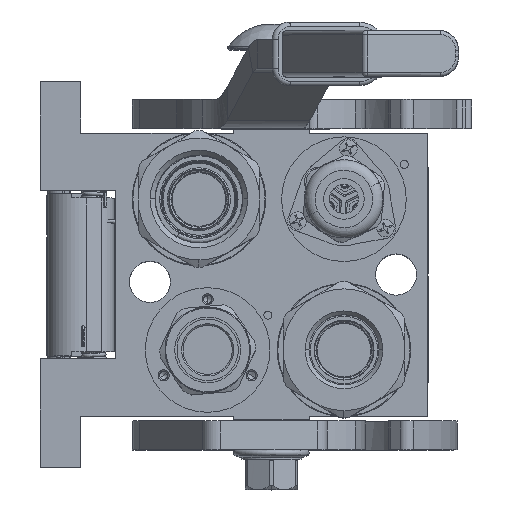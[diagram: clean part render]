
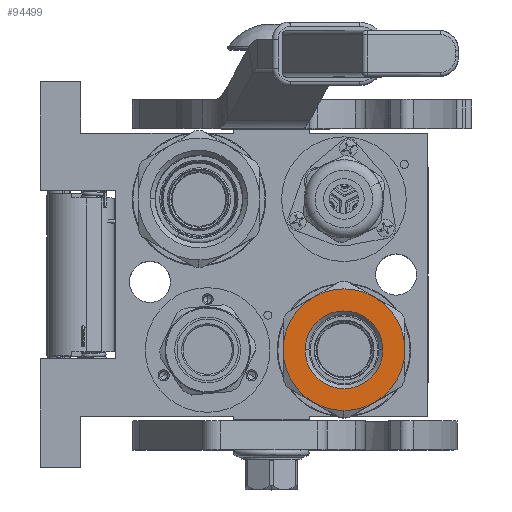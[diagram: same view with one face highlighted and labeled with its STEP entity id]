
A CAD part, top view. The second image highlights one B-rep face of the part: STEP entity #94499.
In plain terms, the highlighted face is planar.
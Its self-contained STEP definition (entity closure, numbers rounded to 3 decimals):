
#2579 = EDGE_CURVE ( 'NONE', #35237, #194093, #27756, .T. ) ;
#4402 = CARTESIAN_POINT ( 'NONE',  ( 100.6, -13.4, 0. ) ) ;
#8226 = DIRECTION ( 'NONE',  ( -1., 0., 0. ) ) ;
#10599 = EDGE_LOOP ( 'NONE', ( #117006, #165319 ) ) ;
#14662 = VERTEX_POINT ( 'NONE', #75241 ) ;
#17121 = DIRECTION ( 'NONE',  ( 0., 0.5, 0.866 ) ) ;
#17227 = AXIS2_PLACEMENT_3D ( 'NONE', #43975, #179635, #178985 ) ;
#20130 = AXIS2_PLACEMENT_3D ( 'NONE', #107247, #165895, #17121 ) ;
#20665 = AXIS2_PLACEMENT_3D ( 'NONE', #120510, #180481, #166006 ) ;
#20839 = EDGE_CURVE ( 'NONE', #14662, #108235, #50584, .T. ) ;
#24023 = CARTESIAN_POINT ( 'NONE',  ( 100.6, 21., 0. ) ) ;
#24351 = DIRECTION ( 'NONE',  ( -1., 0., 0. ) ) ;
#24792 = DIRECTION ( 'NONE',  ( 0., -1., 0. ) ) ;
#27756 = CIRCLE ( 'NONE', #20130, 21. ) ;
#31312 = CARTESIAN_POINT ( 'NONE',  ( 100.6, -10.5, 18.187 ) ) ;
#32883 = CIRCLE ( 'NONE', #50043, 21. ) ;
#35237 = VERTEX_POINT ( 'NONE', #157562 ) ;
#35535 = CIRCLE ( 'NONE', #126740, 13.4 ) ;
#35708 = AXIS2_PLACEMENT_3D ( 'NONE', #82635, #143157, #68149 ) ;
#36844 = DIRECTION ( 'NONE',  ( 0., 1., 0. ) ) ;
#39755 = VERTEX_POINT ( 'NONE', #24023 ) ;
#42694 = EDGE_CURVE ( 'NONE', #39755, #108235, #161071, .T. ) ;
#43149 = CARTESIAN_POINT ( 'NONE',  ( 100.6, 13.4, 0. ) ) ;
#43975 = CARTESIAN_POINT ( 'NONE',  ( 100.6, 0., 0. ) ) ;
#44750 = ORIENTED_EDGE ( 'NONE', *, *, #181575, .T. ) ;
#50043 = AXIS2_PLACEMENT_3D ( 'NONE', #85245, #72041, #116164 ) ;
#50430 = DIRECTION ( 'NONE',  ( -1., 0., 0. ) ) ;
#50584 = CIRCLE ( 'NONE', #97030, 21. ) ;
#57089 = CIRCLE ( 'NONE', #179706, 21. ) ;
#64695 = ORIENTED_EDGE ( 'NONE', *, *, #74197, .T. ) ;
#66793 = EDGE_CURVE ( 'NONE', #115385, #104078, #70374, .T. ) ;
#67755 = FACE_BOUND ( 'NONE', #10599, .T. ) ;
#68149 = DIRECTION ( 'NONE',  ( 0., 1., 0. ) ) ;
#68622 = DIRECTION ( 'NONE',  ( 0., -0.5, -0.866 ) ) ;
#68883 = CARTESIAN_POINT ( 'NONE',  ( 100.6, 0., 0. ) ) ;
#69964 = DIRECTION ( 'NONE',  ( 0., 0., 1. ) ) ;
#70374 = CIRCLE ( 'NONE', #139725, 13.4 ) ;
#72041 = DIRECTION ( 'NONE',  ( 1., 0., 0. ) ) ;
#72890 = CIRCLE ( 'NONE', #20665, 21. ) ;
#74197 = EDGE_CURVE ( 'NONE', #146100, #74347, #32883, .T. ) ;
#74347 = VERTEX_POINT ( 'NONE', #91713 ) ;
#75241 = CARTESIAN_POINT ( 'NONE',  ( 100.6, -10.5, -18.187 ) ) ;
#82635 = CARTESIAN_POINT ( 'NONE',  ( 100.6, 0., 0. ) ) ;
#85245 = CARTESIAN_POINT ( 'NONE',  ( 100.6, 0., 0. ) ) ;
#85554 = CARTESIAN_POINT ( 'NONE',  ( 100.6, 0., 21. ) ) ;
#86959 = EDGE_LOOP ( 'NONE', ( #64695, #44750, #127234, #164105, #169885, #179930, #159374 ) ) ;
#89584 = CIRCLE ( 'NONE', #17227, 21. ) ;
#91713 = CARTESIAN_POINT ( 'NONE',  ( 100.6, -21., 0. ) ) ;
#94499 = ADVANCED_FACE ( 'NONE', ( #126662, #67755 ), #100283, .F. ) ;
#97030 = AXIS2_PLACEMENT_3D ( 'NONE', #188484, #158849, #68622 ) ;
#100283 = PLANE ( 'NONE',  #112602 ) ;
#103088 = EDGE_CURVE ( 'NONE', #194093, #146100, #72890, .T. ) ;
#104078 = VERTEX_POINT ( 'NONE', #43149 ) ;
#105215 = EDGE_CURVE ( 'NONE', #104078, #115385, #35535, .T. ) ;
#105397 = EDGE_CURVE ( 'NONE', #35237, #39755, #89584, .T. ) ;
#107247 = CARTESIAN_POINT ( 'NONE',  ( 100.6, 0., 0. ) ) ;
#108235 = VERTEX_POINT ( 'NONE', #119834 ) ;
#111716 = CARTESIAN_POINT ( 'NONE',  ( 100.6, 0., 0. ) ) ;
#112602 = AXIS2_PLACEMENT_3D ( 'NONE', #115390, #8226, #69964 ) ;
#114324 = DIRECTION ( 'NONE',  ( 1., 0., 0. ) ) ;
#115385 = VERTEX_POINT ( 'NONE', #4402 ) ;
#115390 = CARTESIAN_POINT ( 'NONE',  ( 100.6, 0., 0. ) ) ;
#116164 = DIRECTION ( 'NONE',  ( 0., -0.5, 0.866 ) ) ;
#117006 = ORIENTED_EDGE ( 'NONE', *, *, #66793, .T. ) ;
#119834 = CARTESIAN_POINT ( 'NONE',  ( 100.6, 10.5, -18.187 ) ) ;
#120510 = CARTESIAN_POINT ( 'NONE',  ( 100.6, 0., 0. ) ) ;
#126662 = FACE_OUTER_BOUND ( 'NONE', #86959, .T. ) ;
#126740 = AXIS2_PLACEMENT_3D ( 'NONE', #159306, #24351, #36844 ) ;
#127234 = ORIENTED_EDGE ( 'NONE', *, *, #20839, .T. ) ;
#139725 = AXIS2_PLACEMENT_3D ( 'NONE', #111716, #50430, #186819 ) ;
#143157 = DIRECTION ( 'NONE',  ( -1., 0., 0. ) ) ;
#146100 = VERTEX_POINT ( 'NONE', #31312 ) ;
#157562 = CARTESIAN_POINT ( 'NONE',  ( 100.6, 10.5, 18.187 ) ) ;
#158849 = DIRECTION ( 'NONE',  ( 1., 0., 0. ) ) ;
#159306 = CARTESIAN_POINT ( 'NONE',  ( 100.6, 0., 0. ) ) ;
#159374 = ORIENTED_EDGE ( 'NONE', *, *, #103088, .T. ) ;
#161071 = CIRCLE ( 'NONE', #35708, 21. ) ;
#164105 = ORIENTED_EDGE ( 'NONE', *, *, #42694, .F. ) ;
#165319 = ORIENTED_EDGE ( 'NONE', *, *, #105215, .T. ) ;
#165895 = DIRECTION ( 'NONE',  ( 1., 0., 0. ) ) ;
#166006 = DIRECTION ( 'NONE',  ( 0., 0.5, 0.866 ) ) ;
#169885 = ORIENTED_EDGE ( 'NONE', *, *, #105397, .F. ) ;
#178985 = DIRECTION ( 'NONE',  ( 0., 0.5, 0.866 ) ) ;
#179635 = DIRECTION ( 'NONE',  ( -1., 0., 0. ) ) ;
#179706 = AXIS2_PLACEMENT_3D ( 'NONE', #68883, #114324, #24792 ) ;
#179930 = ORIENTED_EDGE ( 'NONE', *, *, #2579, .T. ) ;
#180481 = DIRECTION ( 'NONE',  ( 1., 0., 0. ) ) ;
#181575 = EDGE_CURVE ( 'NONE', #74347, #14662, #57089, .T. ) ;
#186819 = DIRECTION ( 'NONE',  ( 0., -1., 0. ) ) ;
#188484 = CARTESIAN_POINT ( 'NONE',  ( 100.6, 0., 0. ) ) ;
#194093 = VERTEX_POINT ( 'NONE', #85554 ) ;
